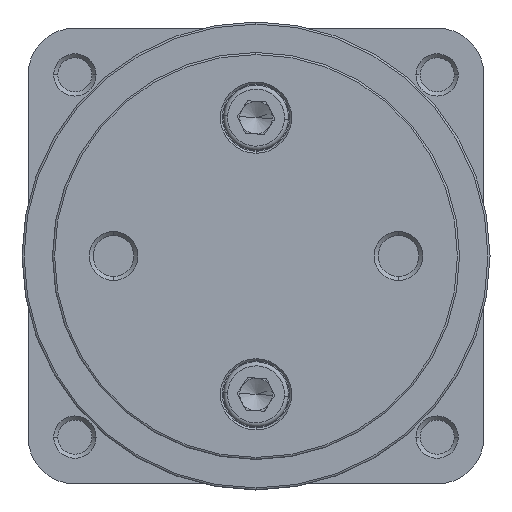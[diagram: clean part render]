
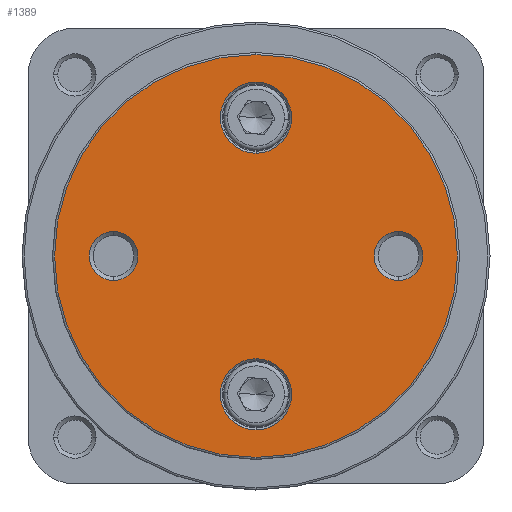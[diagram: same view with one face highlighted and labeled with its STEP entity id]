
A CAD part, left-side view. The second image highlights one B-rep face of the part: STEP entity #1389.
In plain terms, the highlighted planar face has unit normal (-1, 0, 0).
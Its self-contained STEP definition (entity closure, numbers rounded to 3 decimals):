
#524 = ORIENTED_EDGE ( 'NONE', *, *, #1717, .T. ) ;
#860 = EDGE_CURVE ( 'NONE', #8283, #7465, #5908, .T. ) ;
#923 = EDGE_CURVE ( 'NONE', #8344, #7486, #6000, .T. ) ;
#975 = EDGE_CURVE ( 'NONE', #7302, #8085, #6082, .T. ) ;
#981 = EDGE_CURVE ( 'NONE', #8382, #8418, #6088, .T. ) ;
#1033 = EDGE_CURVE ( 'NONE', #8378, #8339, #6174, .T. ) ;
#1043 = EDGE_CURVE ( 'NONE', #8418, #8382, #6188, .T. ) ;
#1389 = ADVANCED_FACE ( 'NONE', ( #4395, #4393, #4398, #4400, #4396 ), #8019, .F. ) ;
#1653 = ORIENTED_EDGE ( 'NONE', *, *, #1727, .T. ) ;
#1658 = ORIENTED_EDGE ( 'NONE', *, *, #3167, .T. ) ;
#1675 = ORIENTED_EDGE ( 'NONE', *, *, #981, .T. ) ;
#1689 = ORIENTED_EDGE ( 'NONE', *, *, #1033, .T. ) ;
#1717 = EDGE_CURVE ( 'NONE', #7465, #8283, #4496, .T. ) ;
#1727 = EDGE_CURVE ( 'NONE', #8339, #8378, #4509, .T. ) ;
#1939 = DIRECTION ( 'NONE',  ( 1., 0., 0. ) ) ;
#1940 = DIRECTION ( 'NONE',  ( 0., 0., -1. ) ) ;
#2072 = DIRECTION ( 'NONE',  ( 0., 0., -1. ) ) ;
#2082 = DIRECTION ( 'NONE',  ( 0., 0., -1. ) ) ;
#2095 = DIRECTION ( 'NONE',  ( 1., 0., 0. ) ) ;
#2112 = CARTESIAN_POINT ( 'NONE',  ( 0., 35., 0. ) ) ;
#2116 = DIRECTION ( 'NONE',  ( 1., 0., 0. ) ) ;
#2218 = DIRECTION ( 'NONE',  ( 0., 0., -1. ) ) ;
#2220 = CARTESIAN_POINT ( 'NONE',  ( 0., 0., -34. ) ) ;
#2221 = DIRECTION ( 'NONE',  ( 1., 0., 0. ) ) ;
#2325 = CARTESIAN_POINT ( 'NONE',  ( 0., 0., 34. ) ) ;
#2338 = DIRECTION ( 'NONE',  ( 0., 0., -1. ) ) ;
#2383 = DIRECTION ( 'NONE',  ( -1., 0., 0. ) ) ;
#2391 = CARTESIAN_POINT ( 'NONE',  ( 0., -35., 0. ) ) ;
#2402 = DIRECTION ( 'NONE',  ( 1., 0., 0. ) ) ;
#2447 = DIRECTION ( 'NONE',  ( 0., 0., -1. ) ) ;
#2471 = CARTESIAN_POINT ( 'NONE',  ( 0., 0., 0. ) ) ;
#2539 = CARTESIAN_POINT ( 'NONE',  ( 0., -35., 0. ) ) ;
#2620 = AXIS2_PLACEMENT_3D ( 'NONE', #2220, #2221, #2218 ) ;
#2657 = AXIS2_PLACEMENT_3D ( 'NONE', #2325, #2116, #2338 ) ;
#2677 = AXIS2_PLACEMENT_3D ( 'NONE', #2471, #2383, #2447 ) ;
#2681 = AXIS2_PLACEMENT_3D ( 'NONE', #2391, #1939, #1940 ) ;
#2701 = AXIS2_PLACEMENT_3D ( 'NONE', #2112, #2095, #2082 ) ;
#2706 = AXIS2_PLACEMENT_3D ( 'NONE', #2539, #2402, #2072 ) ;
#2983 = AXIS2_PLACEMENT_3D ( 'NONE', #8031, #8046, #8048 ) ;
#2985 = AXIS2_PLACEMENT_3D ( 'NONE', #8248, #8255, #8256 ) ;
#3033 = AXIS2_PLACEMENT_3D ( 'NONE', #8279, #8288, #8289 ) ;
#3036 = AXIS2_PLACEMENT_3D ( 'NONE', #4792, #4794, #4795 ) ;
#3051 = AXIS2_PLACEMENT_3D ( 'NONE', #4844, #4855, #4856 ) ;
#3167 = EDGE_CURVE ( 'NONE', #7486, #8344, #4526, .T. ) ;
#3190 = EDGE_CURVE ( 'NONE', #8085, #7302, #4562, .T. ) ;
#3301 = ORIENTED_EDGE ( 'NONE', *, *, #860, .T. ) ;
#3442 = EDGE_LOOP ( 'NONE', ( #4229, #4178 ) ) ;
#3443 = EDGE_LOOP ( 'NONE', ( #4126, #1675 ) ) ;
#3483 = EDGE_LOOP ( 'NONE', ( #3301, #524 ) ) ;
#3577 = EDGE_LOOP ( 'NONE', ( #1658, #4172 ) ) ;
#3589 = EDGE_LOOP ( 'NONE', ( #1689, #1653 ) ) ;
#4126 = ORIENTED_EDGE ( 'NONE', *, *, #1043, .T. ) ;
#4172 = ORIENTED_EDGE ( 'NONE', *, *, #923, .T. ) ;
#4178 = ORIENTED_EDGE ( 'NONE', *, *, #3190, .T. ) ;
#4229 = ORIENTED_EDGE ( 'NONE', *, *, #975, .T. ) ;
#4393 = FACE_BOUND ( 'NONE', #3483, .T. ) ;
#4395 = FACE_OUTER_BOUND ( 'NONE', #3442, .T. ) ;
#4396 = FACE_BOUND ( 'NONE', #3589, .T. ) ;
#4398 = FACE_BOUND ( 'NONE', #3577, .T. ) ;
#4400 = FACE_BOUND ( 'NONE', #3443, .T. ) ;
#4496 = CIRCLE ( 'NONE', #2985, 8.75 ) ;
#4509 = CIRCLE ( 'NONE', #3033, 6. ) ;
#4526 = CIRCLE ( 'NONE', #3036, 8.75 ) ;
#4562 = CIRCLE ( 'NONE', #3051, 49.5 ) ;
#4792 = CARTESIAN_POINT ( 'NONE',  ( 0., 0., 34. ) ) ;
#4794 = DIRECTION ( 'NONE',  ( 1., 0., 0. ) ) ;
#4795 = DIRECTION ( 'NONE',  ( 0., 0., -1. ) ) ;
#4844 = CARTESIAN_POINT ( 'NONE',  ( 0., 0., 0. ) ) ;
#4855 = DIRECTION ( 'NONE',  ( -1., 0., 0. ) ) ;
#4856 = DIRECTION ( 'NONE',  ( 0., 0., -1. ) ) ;
#5111 = CARTESIAN_POINT ( 'NONE',  ( 0., 0., -49.5 ) ) ;
#5156 = CARTESIAN_POINT ( 'NONE',  ( 0., 0., -42.75 ) ) ;
#5164 = CARTESIAN_POINT ( 'NONE',  ( 0., 0., 42.75 ) ) ;
#5317 = CARTESIAN_POINT ( 'NONE',  ( 0., 0., 49.5 ) ) ;
#5361 = CARTESIAN_POINT ( 'NONE',  ( 0., 0., -25.25 ) ) ;
#5402 = CARTESIAN_POINT ( 'NONE',  ( 0., 35., -6. ) ) ;
#5407 = CARTESIAN_POINT ( 'NONE',  ( 0., 0., 25.25 ) ) ;
#5439 = CARTESIAN_POINT ( 'NONE',  ( 0., 35., 6. ) ) ;
#5443 = CARTESIAN_POINT ( 'NONE',  ( 0., -35., -6. ) ) ;
#5478 = CARTESIAN_POINT ( 'NONE',  ( 0., -35., 6. ) ) ;
#5908 = CIRCLE ( 'NONE', #2620, 8.75 ) ;
#6000 = CIRCLE ( 'NONE', #2657, 8.75 ) ;
#6082 = CIRCLE ( 'NONE', #2677, 49.5 ) ;
#6088 = CIRCLE ( 'NONE', #2681, 6. ) ;
#6174 = CIRCLE ( 'NONE', #2701, 6. ) ;
#6188 = CIRCLE ( 'NONE', #2706, 6. ) ;
#7302 = VERTEX_POINT ( 'NONE', #5111 ) ;
#7465 = VERTEX_POINT ( 'NONE', #5156 ) ;
#7486 = VERTEX_POINT ( 'NONE', #5164 ) ;
#8019 = PLANE ( 'NONE',  #2983 ) ;
#8031 = CARTESIAN_POINT ( 'NONE',  ( 0., 0., 0. ) ) ;
#8046 = DIRECTION ( 'NONE',  ( 1., 0., 0. ) ) ;
#8048 = DIRECTION ( 'NONE',  ( 0., 0., -1. ) ) ;
#8085 = VERTEX_POINT ( 'NONE', #5317 ) ;
#8248 = CARTESIAN_POINT ( 'NONE',  ( 0., 0., -34. ) ) ;
#8255 = DIRECTION ( 'NONE',  ( 1., 0., 0. ) ) ;
#8256 = DIRECTION ( 'NONE',  ( 0., 0., -1. ) ) ;
#8279 = CARTESIAN_POINT ( 'NONE',  ( 0., 35., 0. ) ) ;
#8283 = VERTEX_POINT ( 'NONE', #5361 ) ;
#8288 = DIRECTION ( 'NONE',  ( 1., 0., 0. ) ) ;
#8289 = DIRECTION ( 'NONE',  ( 0., 0., -1. ) ) ;
#8339 = VERTEX_POINT ( 'NONE', #5402 ) ;
#8344 = VERTEX_POINT ( 'NONE', #5407 ) ;
#8378 = VERTEX_POINT ( 'NONE', #5439 ) ;
#8382 = VERTEX_POINT ( 'NONE', #5443 ) ;
#8418 = VERTEX_POINT ( 'NONE', #5478 ) ;
